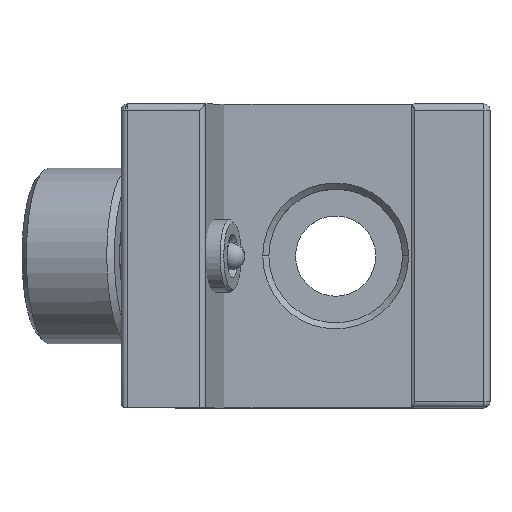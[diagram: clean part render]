
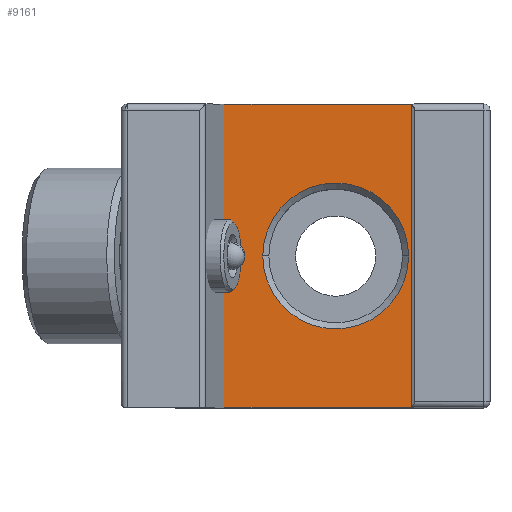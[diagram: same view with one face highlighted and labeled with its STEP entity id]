
A CAD part, top view. The second image highlights one B-rep face of the part: STEP entity #9161.
In plain terms, the highlighted planar face has unit normal (0, 0, 1).
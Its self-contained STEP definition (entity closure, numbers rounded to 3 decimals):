
#568 = DIRECTION ( 'NONE',  ( 0., 0., -1. ) ) ;
#1103 = ORIENTED_EDGE ( 'NONE', *, *, #12316, .T. ) ;
#1530 = LINE ( 'NONE', #18361, #5479 ) ;
#3829 = CARTESIAN_POINT ( 'NONE',  ( -8.174, 15.367, 1.75 ) ) ;
#4063 = DIRECTION ( 'NONE',  ( 0., -1., 0. ) ) ;
#5131 = EDGE_LOOP ( 'NONE', ( #24449, #9119 ) ) ;
#5462 = CARTESIAN_POINT ( 'NONE',  ( -8.174, 15.367, 1.75 ) ) ;
#5479 = VECTOR ( 'NONE', #11386, 1000. ) ;
#5769 = VECTOR ( 'NONE', #9157, 1000. ) ;
#5777 = DIRECTION ( 'NONE',  ( 0., -1., 0. ) ) ;
#6418 = AXIS2_PLACEMENT_3D ( 'NONE', #20923, #13477, #13800 ) ;
#6538 = VERTEX_POINT ( 'NONE', #27734 ) ;
#6545 = ORIENTED_EDGE ( 'NONE', *, *, #7723, .F. ) ;
#7514 = EDGE_CURVE ( 'NONE', #28859, #12683, #20483, .T. ) ;
#7536 = VECTOR ( 'NONE', #5777, 1000. ) ;
#7702 = ORIENTED_EDGE ( 'NONE', *, *, #7514, .F. ) ;
#7723 = EDGE_CURVE ( 'NONE', #19618, #28859, #1530, .T. ) ;
#7877 = CARTESIAN_POINT ( 'NONE',  ( 10.996, 15.367, 1.75 ) ) ;
#9119 = ORIENTED_EDGE ( 'NONE', *, *, #20514, .T. ) ;
#9157 = DIRECTION ( 'NONE',  ( 1., 0., 0. ) ) ;
#9161 = ADVANCED_FACE ( 'NONE', ( #28071, #30479 ), #30177, .F. ) ;
#9942 = VECTOR ( 'NONE', #4063, 1000. ) ;
#10149 = DIRECTION ( 'NONE',  ( -1., 0., 0. ) ) ;
#10163 = EDGE_LOOP ( 'NONE', ( #27766, #7702, #6545, #1103 ) ) ;
#11386 = DIRECTION ( 'NONE',  ( 1., 0., 0. ) ) ;
#12316 = EDGE_CURVE ( 'NONE', #19618, #27763, #21168, .T. ) ;
#12683 = VERTEX_POINT ( 'NONE', #18697 ) ;
#13421 = CARTESIAN_POINT ( 'NONE',  ( -8.174, -9.633, 1.75 ) ) ;
#13477 = DIRECTION ( 'NONE',  ( 0., 0., -1. ) ) ;
#13800 = DIRECTION ( 'NONE',  ( -1., 0., 0. ) ) ;
#14652 = CIRCLE ( 'NONE', #6418, 6. ) ;
#15547 = CIRCLE ( 'NONE', #21243, 6. ) ;
#17407 = CARTESIAN_POINT ( 'NONE',  ( 1.026, 2.867, 1.75 ) ) ;
#18361 = CARTESIAN_POINT ( 'NONE',  ( -8.174, 15.367, 1.75 ) ) ;
#18666 = CARTESIAN_POINT ( 'NONE',  ( -8.174, -9.633, 1.75 ) ) ;
#18697 = CARTESIAN_POINT ( 'NONE',  ( 10.996, -9.633, 1.75 ) ) ;
#18918 = CARTESIAN_POINT ( 'NONE',  ( -8.174, 15.367, 1.75 ) ) ;
#19618 = VERTEX_POINT ( 'NONE', #3829 ) ;
#20207 = VERTEX_POINT ( 'NONE', #23080 ) ;
#20483 = LINE ( 'NONE', #7877, #7536 ) ;
#20514 = EDGE_CURVE ( 'NONE', #6538, #20207, #14652, .T. ) ;
#20923 = CARTESIAN_POINT ( 'NONE',  ( 1.026, 2.867, 1.75 ) ) ;
#21168 = LINE ( 'NONE', #18918, #9942 ) ;
#21243 = AXIS2_PLACEMENT_3D ( 'NONE', #17407, #27293, #10149 ) ;
#21517 = CARTESIAN_POINT ( 'NONE',  ( 10.996, 15.367, 1.75 ) ) ;
#23080 = CARTESIAN_POINT ( 'NONE',  ( 7.026, 2.867, 1.75 ) ) ;
#23194 = DIRECTION ( 'NONE',  ( 0., -1., 0. ) ) ;
#24449 = ORIENTED_EDGE ( 'NONE', *, *, #28182, .T. ) ;
#27293 = DIRECTION ( 'NONE',  ( 0., 0., -1. ) ) ;
#27607 = EDGE_CURVE ( 'NONE', #27763, #12683, #30967, .T. ) ;
#27734 = CARTESIAN_POINT ( 'NONE',  ( -4.974, 2.867, 1.75 ) ) ;
#27763 = VERTEX_POINT ( 'NONE', #13421 ) ;
#27766 = ORIENTED_EDGE ( 'NONE', *, *, #27607, .T. ) ;
#28071 = FACE_BOUND ( 'NONE', #5131, .T. ) ;
#28182 = EDGE_CURVE ( 'NONE', #20207, #6538, #15547, .T. ) ;
#28576 = AXIS2_PLACEMENT_3D ( 'NONE', #5462, #568, #23194 ) ;
#28859 = VERTEX_POINT ( 'NONE', #21517 ) ;
#30177 = PLANE ( 'NONE',  #28576 ) ;
#30479 = FACE_OUTER_BOUND ( 'NONE', #10163, .T. ) ;
#30967 = LINE ( 'NONE', #18666, #5769 ) ;
